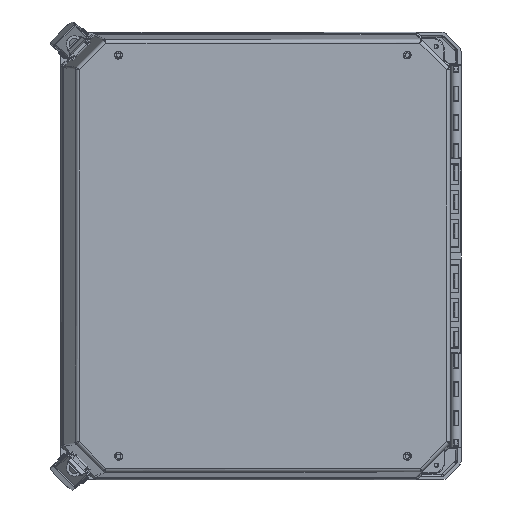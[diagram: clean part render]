
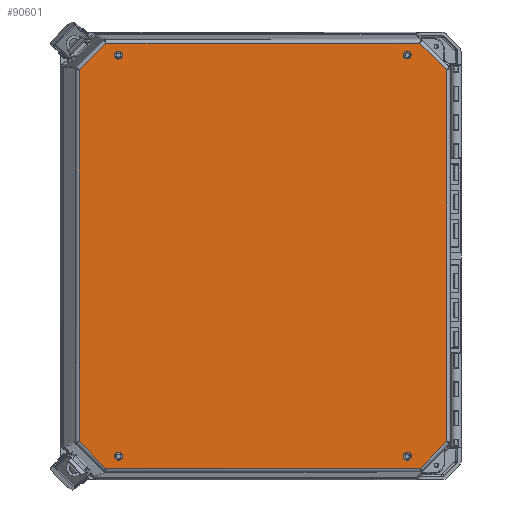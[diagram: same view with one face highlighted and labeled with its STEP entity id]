
A CAD part, top view. The second image highlights one B-rep face of the part: STEP entity #90601.
In plain terms, the highlighted face is planar.
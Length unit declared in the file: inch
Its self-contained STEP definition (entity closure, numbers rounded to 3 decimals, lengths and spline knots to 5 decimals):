
#447 = CARTESIAN_POINT ( 'NONE',  ( -0.86181, 14.052, -8.08364 ) ) ;
#532 = VERTEX_POINT ( 'NONE', #40391 ) ;
#692 = CARTESIAN_POINT ( 'NONE',  ( -10.99626, 0.16502, -8.14907 ) ) ;
#1054 = ORIENTED_EDGE ( 'NONE', *, *, #95107, .T. ) ;
#1221 = VERTEX_POINT ( 'NONE', #56926 ) ;
#2345 = VERTEX_POINT ( 'NONE', #9362 ) ;
#2358 = CIRCLE ( 'NONE', #59592, 0.136 ) ;
#2462 = EDGE_CURVE ( 'NONE', #96408, #62968, #34736, .T. ) ;
#2935 = EDGE_CURVE ( 'NONE', #532, #62883, #28485, .T. ) ;
#3688 = VERTEX_POINT ( 'NONE', #38104 ) ;
#5468 = DIRECTION ( 'NONE',  ( 0.017, -0.017, 1. ) ) ;
#5565 = AXIS2_PLACEMENT_3D ( 'NONE', #75863, #15135, #22609 ) ;
#6039 = AXIS2_PLACEMENT_3D ( 'NONE', #447, #32364, #63206 ) ;
#6436 = LINE ( 'NONE', #96098, #16154 ) ;
#9362 = CARTESIAN_POINT ( 'NONE',  ( -10.7243, 0.16511, -8.15382 ) ) ;
#9506 = VECTOR ( 'NONE', #26684, 39.37008 ) ;
#11020 = LINE ( 'NONE', #27436, #23947 ) ;
#11237 = CARTESIAN_POINT ( 'NONE',  ( 0.49671, 0.67371, -8.34084 ) ) ;
#12687 = DIRECTION ( 'NONE',  ( 0., -1., -0.017 ) ) ;
#13064 = ORIENTED_EDGE ( 'NONE', *, *, #44174, .T. ) ;
#13760 = ORIENTED_EDGE ( 'NONE', *, *, #61069, .T. ) ;
#14024 = DIRECTION ( 'NONE',  ( 0.707, -0.707, -0.025 ) ) ;
#14054 = EDGE_CURVE ( 'NONE', #28878, #14228, #41239, .T. ) ;
#14228 = VERTEX_POINT ( 'NONE', #27865 ) ;
#15135 = DIRECTION ( 'NONE',  ( 0.017, -0.017, 1. ) ) ;
#15179 = VERTEX_POINT ( 'NONE', #42159 ) ;
#15432 = EDGE_LOOP ( 'NONE', ( #93811, #54052 ) ) ;
#16154 = VECTOR ( 'NONE', #81603, 39.37008 ) ;
#18207 = ORIENTED_EDGE ( 'NONE', *, *, #80373, .T. ) ;
#19115 = DIRECTION ( 'NONE',  ( -1., 0., 0.017 ) ) ;
#20765 = EDGE_CURVE ( 'NONE', #62883, #1221, #84777, .T. ) ;
#21146 = CARTESIAN_POINT ( 'NONE',  ( -10.86028, 14.04895, -7.90914 ) ) ;
#21822 = CARTESIAN_POINT ( 'NONE',  ( -12.2188, 0.66983, -8.11892 ) ) ;
#22516 = ORIENTED_EDGE ( 'NONE', *, *, #79142, .T. ) ;
#22533 = AXIS2_PLACEMENT_3D ( 'NONE', #46691, #39213, #69598 ) ;
#22609 = DIRECTION ( 'NONE',  ( 1., 0., -0.017 ) ) ;
#22878 = DIRECTION ( 'NONE',  ( 0., -1., -0.017 ) ) ;
#23559 = CARTESIAN_POINT ( 'NONE',  ( 0.49671, 7.11047, -8.2285 ) ) ;
#23947 = VECTOR ( 'NONE', #50353, 39.37008 ) ;
#24147 = CARTESIAN_POINT ( 'NONE',  ( -10.44035, 7.10714, -8.03762 ) ) ;
#25621 = PLANE ( 'NONE',  #48922 ) ;
#26684 = DIRECTION ( 'NONE',  ( -0.707, -0.707, 0. ) ) ;
#27436 = CARTESIAN_POINT ( 'NONE',  ( -12.2188, 7.10659, -8.00658 ) ) ;
#27865 = CARTESIAN_POINT ( 'NONE',  ( -0.86181, 13.91602, -8.08601 ) ) ;
#28485 = LINE ( 'NONE', #51411, #51858 ) ;
#28845 = DIRECTION ( 'NONE',  ( 1., 0., -0.017 ) ) ;
#28878 = VERTEX_POINT ( 'NONE', #94178 ) ;
#30338 = VERTEX_POINT ( 'NONE', #64236 ) ;
#30770 = EDGE_CURVE ( 'NONE', #15179, #30338, #61246, .T. ) ;
#31452 = ORIENTED_EDGE ( 'NONE', *, *, #55459, .T. ) ;
#31627 = FACE_BOUND ( 'NONE', #85211, .T. ) ;
#32339 = DIRECTION ( 'NONE',  ( 0.017, -0.017, 1. ) ) ;
#32364 = DIRECTION ( 'NONE',  ( 0.017, -0.017, 1. ) ) ;
#33097 = VERTEX_POINT ( 'NONE', #692 ) ;
#33227 = CIRCLE ( 'NONE', #95185, 0.136 ) ;
#34736 = LINE ( 'NONE', #64113, #53340 ) ;
#36015 = VERTEX_POINT ( 'NONE', #92408 ) ;
#36277 = CARTESIAN_POINT ( 'NONE',  ( -12.2188, 13.54335, -7.89425 ) ) ;
#36351 = CARTESIAN_POINT ( 'NONE',  ( -10.86028, 14.04895, -7.90914 ) ) ;
#36984 = ORIENTED_EDGE ( 'NONE', *, *, #30770, .T. ) ;
#36992 = EDGE_LOOP ( 'NONE', ( #94159, #1054 ) ) ;
#37484 = VERTEX_POINT ( 'NONE', #52916 ) ;
#38074 = ORIENTED_EDGE ( 'NONE', *, *, #45769, .T. ) ;
#38104 = CARTESIAN_POINT ( 'NONE',  ( -10.86028, 14.18493, -7.90677 ) ) ;
#39213 = DIRECTION ( 'NONE',  ( 0.017, -0.017, 1. ) ) ;
#39371 = DIRECTION ( 'NONE',  ( 0., -1., -0.017 ) ) ;
#39673 = EDGE_CURVE ( 'NONE', #2345, #33097, #60692, .T. ) ;
#40391 = CARTESIAN_POINT ( 'NONE',  ( -0.42413, 14.46779, -8.08402 ) ) ;
#40395 = VERTEX_POINT ( 'NONE', #80209 ) ;
#40550 = FACE_BOUND ( 'NONE', #15432, .T. ) ;
#40718 = DIRECTION ( 'NONE',  ( 0.707, 0.707, 0. ) ) ;
#41239 = CIRCLE ( 'NONE', #69893, 0.136 ) ;
#42159 = CARTESIAN_POINT ( 'NONE',  ( -0.72583, 0.16815, -8.32832 ) ) ;
#43340 = DIRECTION ( 'NONE',  ( 1., 0., -0.017 ) ) ;
#44174 = EDGE_CURVE ( 'NONE', #1221, #36015, #80886, .T. ) ;
#44878 = AXIS2_PLACEMENT_3D ( 'NONE', #36351, #32339, #22878 ) ;
#45769 = EDGE_CURVE ( 'NONE', #84943, #96408, #11020, .T. ) ;
#45944 = ORIENTED_EDGE ( 'NONE', *, *, #67910, .T. ) ;
#46186 = EDGE_LOOP ( 'NONE', ( #38074, #93313, #31452, #49764, #67737, #13064, #54035, #22516 ) ) ;
#46691 = CARTESIAN_POINT ( 'NONE',  ( -10.86028, 0.16506, -8.15145 ) ) ;
#47215 = EDGE_LOOP ( 'NONE', ( #36984, #45944 ) ) ;
#48326 = CARTESIAN_POINT ( 'NONE',  ( -0.86181, 14.052, -8.08364 ) ) ;
#48922 = AXIS2_PLACEMENT_3D ( 'NONE', #24147, #54524, #19115 ) ;
#49017 = CARTESIAN_POINT ( 'NONE',  ( -11.29796, 14.46448, -7.89425 ) ) ;
#49575 = DIRECTION ( 'NONE',  ( 0.017, -0.017, 1. ) ) ;
#49764 = ORIENTED_EDGE ( 'NONE', *, *, #2935, .T. ) ;
#50353 = DIRECTION ( 'NONE',  ( 0., 1., 0.017 ) ) ;
#51256 = VECTOR ( 'NONE', #84297, 39.37008 ) ;
#51411 = CARTESIAN_POINT ( 'NONE',  ( -0.42413, 14.46779, -8.08402 ) ) ;
#51858 = VECTOR ( 'NONE', #14024, 39.37008 ) ;
#52916 = CARTESIAN_POINT ( 'NONE',  ( -11.29796, -0.25073, -8.15106 ) ) ;
#53340 = VECTOR ( 'NONE', #40718, 39.37008 ) ;
#54035 = ORIENTED_EDGE ( 'NONE', *, *, #65996, .T. ) ;
#54052 = ORIENTED_EDGE ( 'NONE', *, *, #14054, .T. ) ;
#54328 = DIRECTION ( 'NONE',  ( 0.017, -0.017, 1. ) ) ;
#54524 = DIRECTION ( 'NONE',  ( -0.017, 0.017, -1. ) ) ;
#55459 = EDGE_CURVE ( 'NONE', #62968, #532, #60717, .T. ) ;
#56926 = CARTESIAN_POINT ( 'NONE',  ( 0.49671, 0.67371, -8.34084 ) ) ;
#59262 = CARTESIAN_POINT ( 'NONE',  ( -10.86028, 0.16506, -8.15145 ) ) ;
#59555 = DIRECTION ( 'NONE',  ( -1., 0., 0.017 ) ) ;
#59592 = AXIS2_PLACEMENT_3D ( 'NONE', #82580, #66181, #28845 ) ;
#60052 = LINE ( 'NONE', #66044, #86324 ) ;
#60618 = CIRCLE ( 'NONE', #73320, 0.136 ) ;
#60692 = CIRCLE ( 'NONE', #22533, 0.136 ) ;
#60717 = LINE ( 'NONE', #90101, #66062 ) ;
#61069 = EDGE_CURVE ( 'NONE', #40395, #3688, #60618, .T. ) ;
#61246 = CIRCLE ( 'NONE', #5565, 0.136 ) ;
#61478 = CARTESIAN_POINT ( 'NONE',  ( 0.49671, 13.54723, -8.11616 ) ) ;
#62883 = VERTEX_POINT ( 'NONE', #61478 ) ;
#62968 = VERTEX_POINT ( 'NONE', #49017 ) ;
#63206 = DIRECTION ( 'NONE',  ( 0., -1., -0.017 ) ) ;
#63463 = FACE_OUTER_BOUND ( 'NONE', #46186, .T. ) ;
#64113 = CARTESIAN_POINT ( 'NONE',  ( -12.2188, 13.54335, -7.89425 ) ) ;
#64236 = CARTESIAN_POINT ( 'NONE',  ( -0.99778, 0.16807, -8.32357 ) ) ;
#65996 = EDGE_CURVE ( 'NONE', #36015, #37484, #60052, .T. ) ;
#66044 = CARTESIAN_POINT ( 'NONE',  ( -10.44035, -0.25047, -8.16603 ) ) ;
#66062 = VECTOR ( 'NONE', #82625, 39.37008 ) ;
#66181 = DIRECTION ( 'NONE',  ( 0.017, -0.017, 1. ) ) ;
#67737 = ORIENTED_EDGE ( 'NONE', *, *, #20765, .T. ) ;
#67910 = EDGE_CURVE ( 'NONE', #30338, #15179, #2358, .T. ) ;
#69598 = DIRECTION ( 'NONE',  ( 1., 0., -0.017 ) ) ;
#69893 = AXIS2_PLACEMENT_3D ( 'NONE', #48326, #54328, #39371 ) ;
#71238 = CIRCLE ( 'NONE', #6039, 0.136 ) ;
#73320 = AXIS2_PLACEMENT_3D ( 'NONE', #21146, #49575, #12687 ) ;
#73481 = CIRCLE ( 'NONE', #44878, 0.136 ) ;
#74490 = EDGE_CURVE ( 'NONE', #14228, #28878, #71238, .T. ) ;
#75863 = CARTESIAN_POINT ( 'NONE',  ( -0.86181, 0.16811, -8.32594 ) ) ;
#79142 = EDGE_CURVE ( 'NONE', #37484, #84943, #6436, .T. ) ;
#80209 = CARTESIAN_POINT ( 'NONE',  ( -10.86028, 13.91297, -7.91151 ) ) ;
#80373 = EDGE_CURVE ( 'NONE', #3688, #40395, #73481, .T. ) ;
#80886 = LINE ( 'NONE', #11237, #9506 ) ;
#81603 = DIRECTION ( 'NONE',  ( -0.707, 0.707, 0.025 ) ) ;
#82580 = CARTESIAN_POINT ( 'NONE',  ( -0.86181, 0.16811, -8.32594 ) ) ;
#82625 = DIRECTION ( 'NONE',  ( 1., 0., -0.017 ) ) ;
#84297 = DIRECTION ( 'NONE',  ( 0., -1., -0.017 ) ) ;
#84777 = LINE ( 'NONE', #23559, #51256 ) ;
#84943 = VERTEX_POINT ( 'NONE', #21822 ) ;
#85211 = EDGE_LOOP ( 'NONE', ( #13760, #18207 ) ) ;
#86324 = VECTOR ( 'NONE', #59555, 39.37008 ) ;
#90101 = CARTESIAN_POINT ( 'NONE',  ( -10.44035, 14.46474, -7.90921 ) ) ;
#90601 = ADVANCED_FACE ( 'NONE', ( #63463, #31627, #93326, #92331, #40550 ), #25621, .T. ) ;
#92331 = FACE_BOUND ( 'NONE', #36992, .T. ) ;
#92408 = CARTESIAN_POINT ( 'NONE',  ( -0.42413, -0.24742, -8.34084 ) ) ;
#93313 = ORIENTED_EDGE ( 'NONE', *, *, #2462, .T. ) ;
#93326 = FACE_BOUND ( 'NONE', #47215, .T. ) ;
#93811 = ORIENTED_EDGE ( 'NONE', *, *, #74490, .T. ) ;
#94159 = ORIENTED_EDGE ( 'NONE', *, *, #39673, .T. ) ;
#94178 = CARTESIAN_POINT ( 'NONE',  ( -0.86181, 14.18798, -8.08126 ) ) ;
#95107 = EDGE_CURVE ( 'NONE', #33097, #2345, #33227, .T. ) ;
#95185 = AXIS2_PLACEMENT_3D ( 'NONE', #59262, #5468, #43340 ) ;
#96098 = CARTESIAN_POINT ( 'NONE',  ( -11.29796, -0.25073, -8.15106 ) ) ;
#96408 = VERTEX_POINT ( 'NONE', #36277 ) ;
